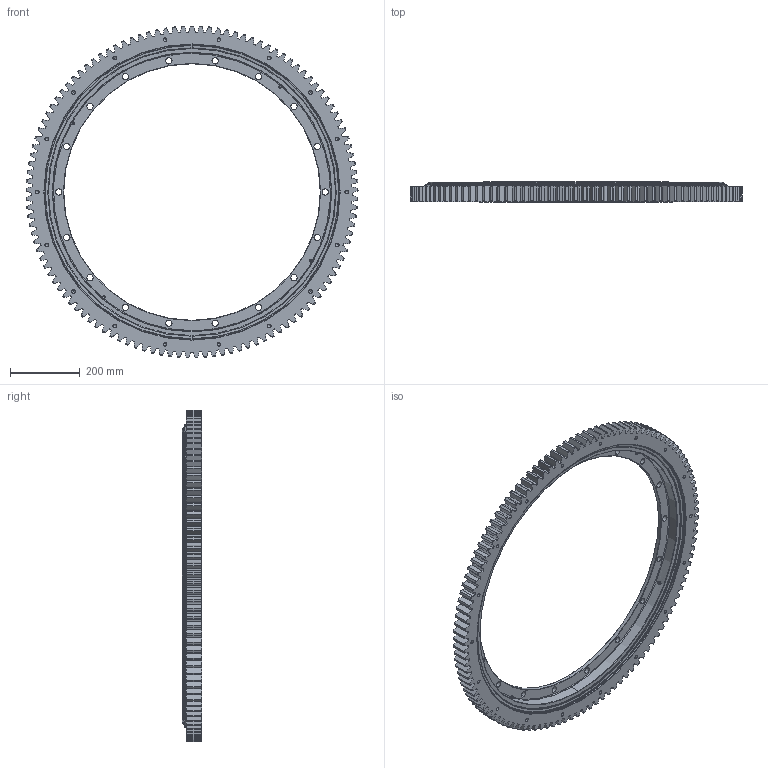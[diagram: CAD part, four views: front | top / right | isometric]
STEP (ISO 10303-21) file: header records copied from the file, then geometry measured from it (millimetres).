
FILE_DESCRIPTION (( 'STEP AP214' ), '1' );
FILE_NAME ('0028354.step', '2022-03-04T13:51:11', ( '' ), ( '' ), 'SwSTEP 2.0', 'SolidWorks 2020', '' );
FILE_SCHEMA (( 'AUTOMOTIVE_DESIGN' ));
Length unit declared in the file: millimetre
Products named in the file (1): 0028354
Bounding box: 949.98 x 56 x 949.9 mm (x, y, z)
Volume: 8217453.4 mm3; surface area: 1497844.7 mm2
Topology: 6 solids, 6 shells, 1071 faces, 2975 edges, 1917 vertices
Faces by surface type: cylinder 625, cone 327, bspline 62, plane 57
Entity records: 36936 total; most frequent: CARTESIAN_POINT 9328, DIRECTION 6051, ORIENTED_EDGE 5866, EDGE_CURVE 2933, AXIS2_PLACEMENT_3D 2632, VERTEX_POINT 1917, CIRCLE 1622, EDGE_LOOP 1160
